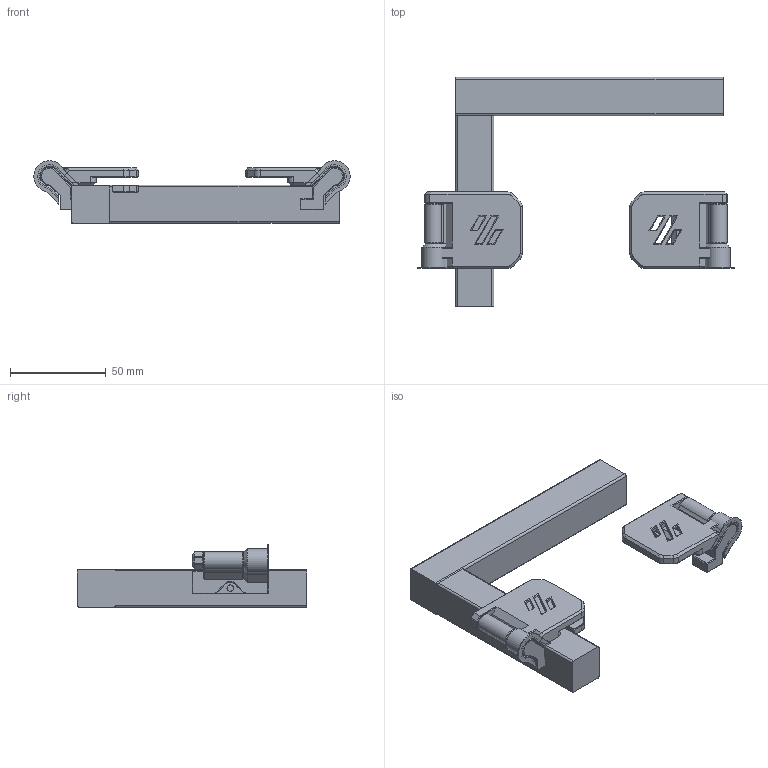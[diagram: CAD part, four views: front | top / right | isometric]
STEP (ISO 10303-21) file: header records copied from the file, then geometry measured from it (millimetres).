
FILE_DESCRIPTION(/* description */ (''),/* implementation_level */ '2;1');
FILE_NAME(/* name */ '270-Hinge-Parametric-Magnets.step',/* time_stamp */ '2023-01-09T20:00:00+01:00',/* author */ (''),/* organization */ (''),/* preprocessor_version */ 'ST-DEVELOPER v19',/* originating_system */ 'Autodesk Translation Framework v11.7.0.108',/* authorisation */ '');
FILE_SCHEMA (('AUTOMOTIVE_DESIGN { 1 0 10303 214 3 1 1 }'));
Length unit declared in the file: millimetre
Products named in the file (8): 270-Hinge-Parametric-Magnets; Frame; Hinge; FacePlate; SideMount; BackPlate; FacePlate(Mirror); SideMount(Mirror)
Assembly tree (7 placements, depth 3):
  270-Hinge-Parametric-Magnets
    Frame
    Hinge
      FacePlate
      SideMount
      BackPlate
      FacePlate(Mirror)
      SideMount(Mirror)
Bounding box: 165.45 x 120 x 32.75 mm (x, y, z)
Volume: 131003.6 mm3; surface area: 42599.7 mm2
Topology: 10 solids, 10 shells, 746 faces, 1788 edges, 1078 vertices
Faces by surface type: plane 496, cylinder 136, cone 114
Full cylindrical faces by diameter (mm): 3.4 x2, 3.5 x2, 4.7 x4, 6.1 x8, 6.7 x4
Entity records: 21405 total; most frequent: DIRECTION 3700, CARTESIAN_POINT 3628, ORIENTED_EDGE 3568, EDGE_CURVE 1784, LINE 1388, VECTOR 1388, AXIS2_PLACEMENT_3D 1156, VERTEX_POINT 1078
